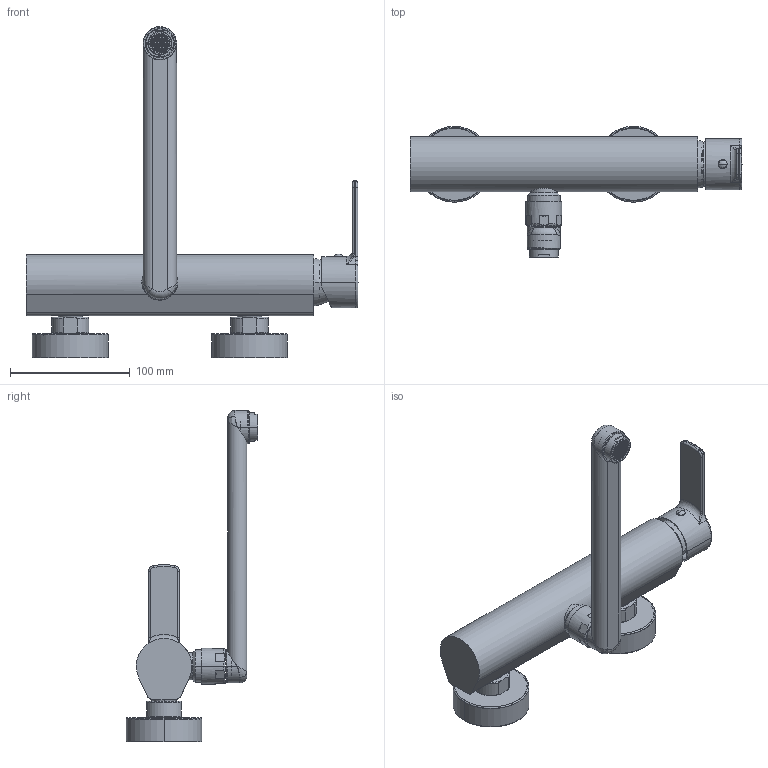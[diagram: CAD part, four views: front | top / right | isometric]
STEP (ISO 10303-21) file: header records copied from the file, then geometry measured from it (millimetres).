
FILE_DESCRIPTION((''),'2;1');
FILE_NAME('WS161CR','2021-11-05T12:49:40',('ut3'),('PAFFONI SpA'),'CREO PARAMETRIC BY PTC INC, 2020044','CREO PARAMETRIC BY PTC INC, 2020044','');
FILE_SCHEMA(('CONFIG_CONTROL_DESIGN','SHAPE_APPEARANCE_LAYERS_GROUPS'));
Products named in the file (1): WS161CR
Bounding box: 277.83 x 110.3 x 277 mm (x, y, z)
Volume: 292009.7 mm3; surface area: 204909.5 mm2
Topology: 3 solids, 3 shells, 3078 faces, 8553 edges, 5496 vertices
Faces by surface type: plane 2190, cylinder 483, torus 139, cone 132, bspline 86, sphere 48
Entity records: 123351 total; most frequent: CARTESIAN_POINT 30959, ORIENTED_EDGE 17078, DIRECTION 16208, EDGE_CURVE 8539, VERTEX_POINT 5496, VECTOR 5466, LINE 5466, AXIS2_PLACEMENT_3D 5371
